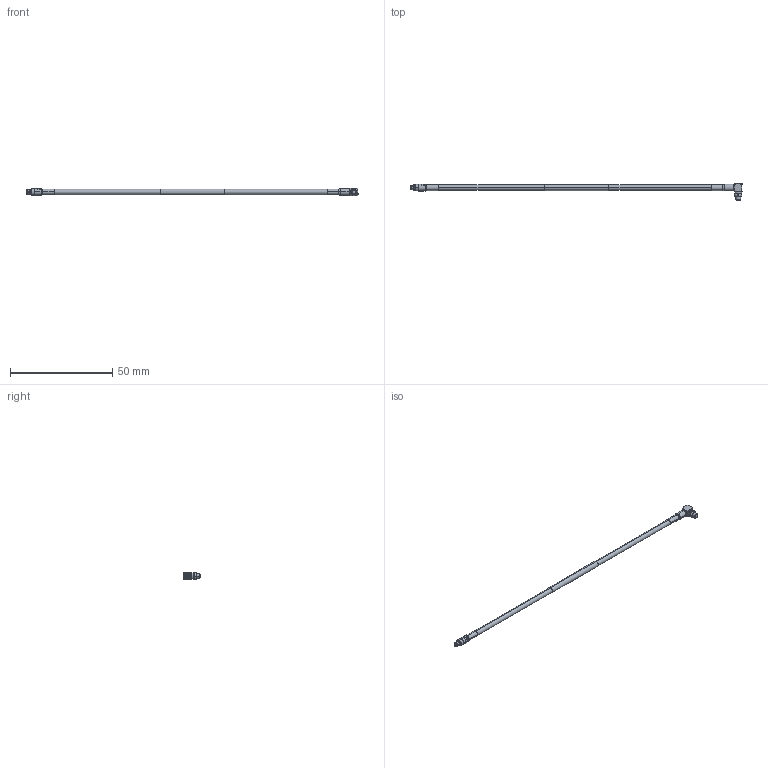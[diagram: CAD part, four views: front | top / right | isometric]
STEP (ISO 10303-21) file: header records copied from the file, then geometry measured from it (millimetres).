
FILE_DESCRIPTION (( 'STEP AP214' ), '1' );
FILE_NAME ('FMCA2221_3D.step', '2023-02-06T16:20:25', ( '' ), ( '' ), 'SwSTEP 2.0', 'SolidWorks 2022', '' );
FILE_SCHEMA (( 'AUTOMOTIVE_DESIGN' ));
Length unit declared in the file: inch
Products named in the file (5): Part5^FMCA2221; FMCA2221_3D; Copy of FM-F086^FMCA2221; Copy of FMCN1155^FMCA2221; Copy of PE44974 ¦ SC5431^FMCA2221
Assembly tree (4 placements, depth 2):
  FMCA2221_3D
    Copy of PE44974 ¦ SC5431^FMCA2221
    Copy of FMCN1155^FMCA2221
    Copy of FM-F086^FMCA2221
    Part5^FMCA2221
Bounding box: 162.53 x 8.13 x 3.81 mm (x, y, z)
Volume: 1028.3 mm3; surface area: 2016.5 mm2
Topology: 5 solids, 5 shells, 200 faces, 490 edges, 310 vertices
Faces by surface type: plane 68, cylinder 65, cone 54, torus 7, bspline 6
Entity records: 8657 total; most frequent: CARTESIAN_POINT 1988, DIRECTION 1018, ORIENTED_EDGE 980, EDGE_CURVE 490, AXIS2_PLACEMENT_3D 414, VERTEX_POINT 310, EDGE_LOOP 218, CIRCLE 213
